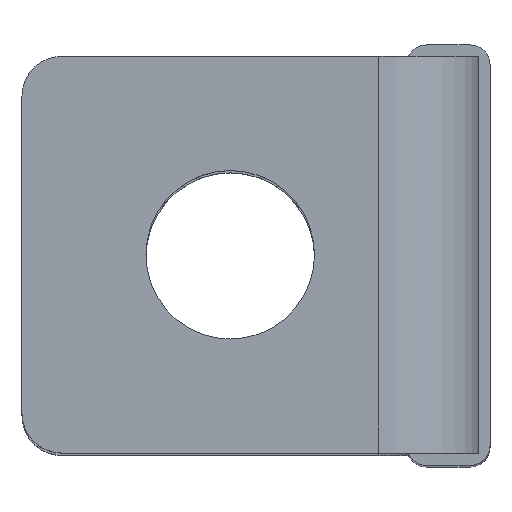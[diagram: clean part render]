
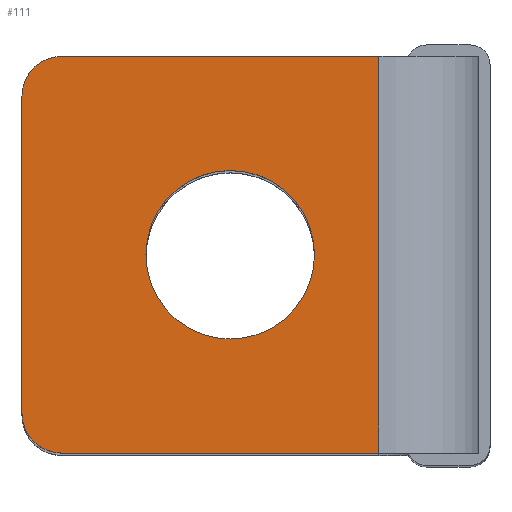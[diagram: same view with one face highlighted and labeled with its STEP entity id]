
A CAD part, top view. The second image highlights one B-rep face of the part: STEP entity #111.
In plain terms, the highlighted planar face has unit normal (0, 0, 1).
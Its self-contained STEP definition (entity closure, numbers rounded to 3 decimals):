
#56=FACE_BOUND('',#205,.T.);
#57=FACE_BOUND('',#206,.T.);
#76=PLANE('',#875);
#111=ADVANCED_FACE('',(#56,#57),#76,.T.);
#205=EDGE_LOOP('',(#508,#509,#510,#511,#512,#513));
#206=EDGE_LOOP('',(#514));
#233=LINE('',#1164,#307);
#242=LINE('',#1195,#316);
#261=LINE('',#1252,#335);
#262=LINE('',#1254,#336);
#307=VECTOR('',#931,1.);
#316=VECTOR('',#960,1.);
#335=VECTOR('',#1019,1.);
#336=VECTOR('',#1022,1.);
#508=ORIENTED_EDGE('',*,*,#669,.F.);
#509=ORIENTED_EDGE('',*,*,#675,.T.);
#510=ORIENTED_EDGE('',*,*,#681,.F.);
#511=ORIENTED_EDGE('',*,*,#691,.F.);
#512=ORIENTED_EDGE('',*,*,#720,.F.);
#513=ORIENTED_EDGE('',*,*,#721,.F.);
#514=ORIENTED_EDGE('',*,*,#732,.T.);
#592=VERTEX_POINT('',#1152);
#593=VERTEX_POINT('',#1153);
#597=VERTEX_POINT('',#1163);
#602=VERTEX_POINT('',#1177);
#609=VERTEX_POINT('',#1194);
#627=VERTEX_POINT('',#1251);
#632=VERTEX_POINT('',#1276);
#669=EDGE_CURVE('',#592,#593,#772,.T.);
#675=EDGE_CURVE('',#592,#597,#233,.T.);
#681=EDGE_CURVE('',#602,#597,#776,.T.);
#691=EDGE_CURVE('',#609,#602,#242,.T.);
#720=EDGE_CURVE('',#627,#609,#261,.T.);
#721=EDGE_CURVE('',#593,#627,#262,.T.);
#732=EDGE_CURVE('',#632,#632,#794,.T.);
#772=CIRCLE('',#828,2.);
#776=CIRCLE('',#835,2.);
#794=CIRCLE('',#871,4.25);
#828=AXIS2_PLACEMENT_3D('',#1151,#921,#922);
#835=AXIS2_PLACEMENT_3D('',#1176,#943,#944);
#871=AXIS2_PLACEMENT_3D('',#1275,#1048,#1049);
#875=AXIS2_PLACEMENT_3D('',#1281,#1056,#1057);
#921=DIRECTION('',(0.,0.,-1.));
#922=DIRECTION('',(-0.707,0.707,0.));
#931=DIRECTION('',(0.,-1.,0.));
#943=DIRECTION('',(0.,0.,-1.));
#944=DIRECTION('',(-0.707,-0.707,0.));
#960=DIRECTION('',(-1.,0.,0.));
#1019=DIRECTION('',(0.,-1.,0.));
#1022=DIRECTION('',(1.,0.,0.));
#1048=DIRECTION('',(0.,0.,-1.));
#1049=DIRECTION('',(1.,0.,0.));
#1056=DIRECTION('',(0.,0.,1.));
#1057=DIRECTION('',(1.,0.,0.));
#1151=CARTESIAN_POINT('',(-1.574,10.755,13.301));
#1152=CARTESIAN_POINT('',(-3.574,10.755,13.301));
#1153=CARTESIAN_POINT('',(-1.574,12.755,13.301));
#1163=CARTESIAN_POINT('',(-3.574,-5.245,13.301));
#1164=CARTESIAN_POINT('',(-3.574,2.755,13.301));
#1176=CARTESIAN_POINT('',(-1.574,-5.245,13.301));
#1177=CARTESIAN_POINT('',(-1.574,-7.245,13.301));
#1194=CARTESIAN_POINT('',(14.426,-7.245,13.301));
#1195=CARTESIAN_POINT('',(19.426,-7.245,13.301));
#1251=CARTESIAN_POINT('',(14.426,12.755,13.301));
#1252=CARTESIAN_POINT('',(14.426,2.755,13.301));
#1254=CARTESIAN_POINT('',(19.426,12.755,13.301));
#1275=CARTESIAN_POINT('',(6.926,2.755,13.301));
#1276=CARTESIAN_POINT('',(2.676,2.755,13.301));
#1281=CARTESIAN_POINT('',(19.426,2.755,13.301));
